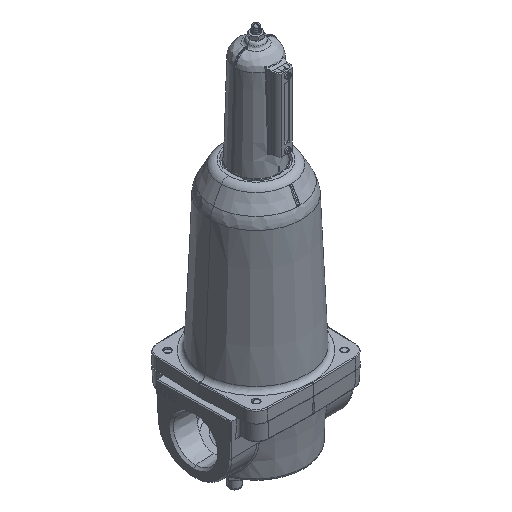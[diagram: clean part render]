
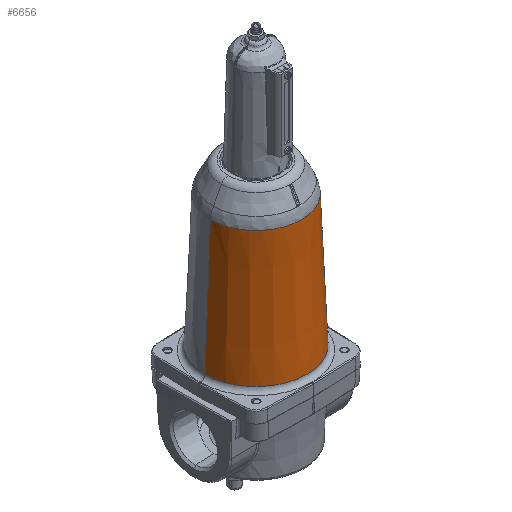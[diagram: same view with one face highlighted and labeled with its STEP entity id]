
A CAD part, isometric view. The second image highlights one B-rep face of the part: STEP entity #6656.
In plain terms, the highlighted conical face has half-angle 2.45 degrees and reference radius 57.292 mm.
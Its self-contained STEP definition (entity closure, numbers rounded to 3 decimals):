
#598 = VERTEX_POINT ( 'NONE', #50398 ) ;
#3523 = EDGE_CURVE ( 'NONE', #598, #40818, #46080, .T. ) ;
#4935 = VECTOR ( 'NONE', #14791, 1000. ) ;
#6422 = CARTESIAN_POINT ( 'NONE',  ( 0., -83.622, 57.292 ) ) ;
#6656 = ADVANCED_FACE ( 'NONE', ( #43865 ), #30460, .T. ) ;
#7162 = ORIENTED_EDGE ( 'NONE', *, *, #3523, .T. ) ;
#8528 = CARTESIAN_POINT ( 'NONE',  ( 0., -83.622, -57.292 ) ) ;
#12658 = DIRECTION ( 'NONE',  ( 0., 0., -1. ) ) ;
#13482 = CARTESIAN_POINT ( 'NONE',  ( 0., 89.434, -64.697 ) ) ;
#14791 = DIRECTION ( 'NONE',  ( 0., 0.999, 0.043 ) ) ;
#14918 = LINE ( 'NONE', #6422, #4935 ) ;
#15274 = ORIENTED_EDGE ( 'NONE', *, *, #18416, .F. ) ;
#16323 = VERTEX_POINT ( 'NONE', #13482 ) ;
#16419 = CARTESIAN_POINT ( 'NONE',  ( 0., -83.622, 0. ) ) ;
#17268 = DIRECTION ( 'NONE',  ( 0., 1., 0. ) ) ;
#17861 = EDGE_CURVE ( 'NONE', #16323, #18507, #29305, .T. ) ;
#18416 = EDGE_CURVE ( 'NONE', #598, #18507, #14918, .T. ) ;
#18507 = VERTEX_POINT ( 'NONE', #19242 ) ;
#19242 = CARTESIAN_POINT ( 'NONE',  ( 0., 89.434, 64.697 ) ) ;
#21157 = DIRECTION ( 'NONE',  ( 0., 0., -1. ) ) ;
#22610 = AXIS2_PLACEMENT_3D ( 'NONE', #16419, #28258, #28446 ) ;
#22996 = EDGE_CURVE ( 'NONE', #40818, #16323, #23847, .T. ) ;
#23847 = LINE ( 'NONE', #8528, #27191 ) ;
#26457 = EDGE_LOOP ( 'NONE', ( #7162, #32388, #48747, #15274 ) ) ;
#27191 = VECTOR ( 'NONE', #51009, 1000. ) ;
#28258 = DIRECTION ( 'NONE',  ( 0., 1., 0. ) ) ;
#28446 = DIRECTION ( 'NONE',  ( 0., 0., 1. ) ) ;
#29305 = CIRCLE ( 'NONE', #34246, 64.697 ) ;
#30460 = CONICAL_SURFACE ( 'NONE', #22610, 57.292, 0.043 ) ;
#32388 = ORIENTED_EDGE ( 'NONE', *, *, #22996, .T. ) ;
#34246 = AXIS2_PLACEMENT_3D ( 'NONE', #43062, #38044, #12658 ) ;
#38044 = DIRECTION ( 'NONE',  ( 0., -1., 0. ) ) ;
#38366 = CARTESIAN_POINT ( 'NONE',  ( 0., -76.685, 0. ) ) ;
#40818 = VERTEX_POINT ( 'NONE', #46213 ) ;
#40967 = AXIS2_PLACEMENT_3D ( 'NONE', #38366, #17268, #21157 ) ;
#43062 = CARTESIAN_POINT ( 'NONE',  ( 0., 89.434, 0. ) ) ;
#43865 = FACE_OUTER_BOUND ( 'NONE', #26457, .T. ) ;
#46080 = CIRCLE ( 'NONE', #40967, 57.589 ) ;
#46213 = CARTESIAN_POINT ( 'NONE',  ( 0., -76.685, -57.589 ) ) ;
#48747 = ORIENTED_EDGE ( 'NONE', *, *, #17861, .T. ) ;
#50398 = CARTESIAN_POINT ( 'NONE',  ( 0., -76.685, 57.589 ) ) ;
#51009 = DIRECTION ( 'NONE',  ( 0., 0.999, -0.043 ) ) ;
